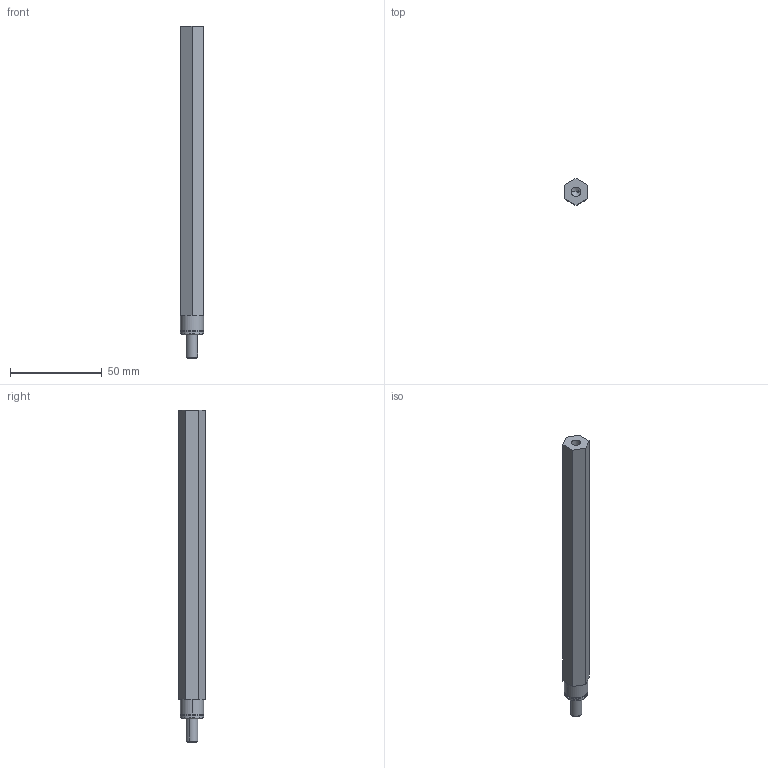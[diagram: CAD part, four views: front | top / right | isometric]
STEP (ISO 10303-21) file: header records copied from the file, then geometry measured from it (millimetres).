
FILE_DESCRIPTION (( 'STEP AP203' ), '1' );
FILE_NAME ('am-2365a RAW Box Output Shaft.STEP', '2020-05-22T16:33:20', ( '' ), ( '' ), 'SwSTEP 2.0', 'SolidWorks 2019', '' );
FILE_SCHEMA (( 'CONFIG_CONTROL_DESIGN' ));
Length unit declared in the file: millimetre
Products named in the file (3): 250x1000 dowel; ip-2365a RAW Box Output Shaft; am-2365a RAW Box Output Shaft
Assembly tree (2 placements, depth 2):
  am-2365a RAW Box Output Shaft
    ip-2365a RAW Box Output Shaft
    250x1000 dowel
Bounding box: 12.7 x 14.66 x 180.73 mm (x, y, z)
Volume: 23293.3 mm3; surface area: 8774.2 mm2
Topology: 2 solids, 2 shells, 40 faces, 84 edges, 48 vertices
Faces by surface type: plane 18, cylinder 12, cone 6, torus 4
Entity records: 1339 total; most frequent: DIRECTION 208, CARTESIAN_POINT 173, ORIENTED_EDGE 160, AXIS2_PLACEMENT_3D 83, EDGE_CURVE 80, VERTEX_POINT 48, EDGE_LOOP 44, LINE 42
